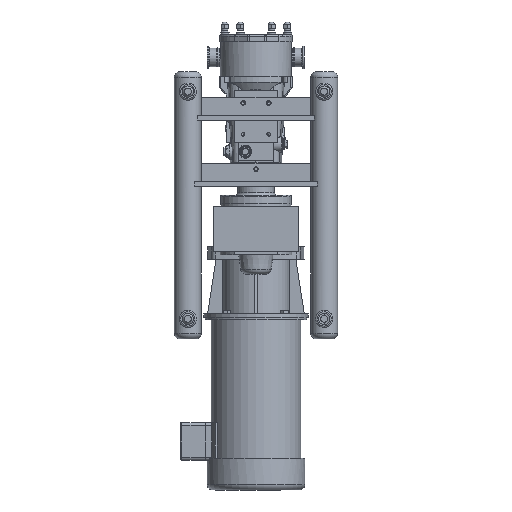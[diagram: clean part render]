
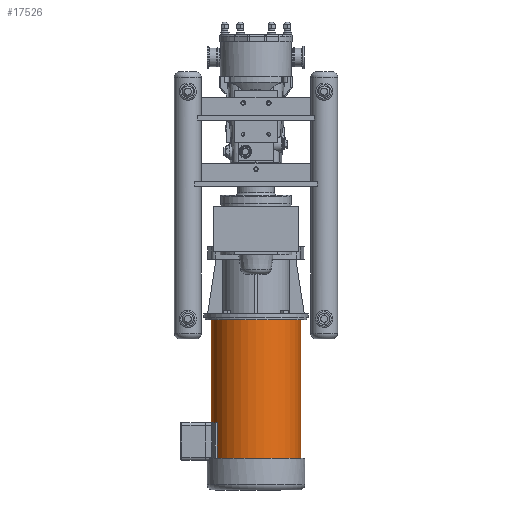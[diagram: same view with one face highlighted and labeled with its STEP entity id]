
A CAD part, front view. The second image highlights one B-rep face of the part: STEP entity #17526.
In plain terms, the highlighted cylindrical face has radius 99.771 mm (diameter 199.542 mm), a full revolution.
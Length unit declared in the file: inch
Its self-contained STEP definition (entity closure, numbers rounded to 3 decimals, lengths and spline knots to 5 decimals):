
#936=CIRCLE('',#18564,3.928);
#971=CIRCLE('',#18628,3.928);
#972=CIRCLE('',#18629,3.928);
#973=CIRCLE('',#18631,3.928);
#1895=CYLINDRICAL_SURFACE('',#18632,3.928);
#2342=FACE_OUTER_BOUND('',#3363,.T.);
#3363=EDGE_LOOP('',(#12450,#12451,#12452,#12453,#12454,#12455,#12456,#12457));
#4581=LINE('',#27643,#5901);
#4588=LINE('',#27660,#5908);
#4589=LINE('',#27668,#5909);
#5901=VECTOR('',#21255,0.3937);
#5908=VECTOR('',#21274,0.3937);
#5909=VECTOR('',#21287,3.928);
#7207=VERTEX_POINT('',#27420);
#7253=VERTEX_POINT('',#27640);
#7254=VERTEX_POINT('',#27642);
#7257=VERTEX_POINT('',#27656);
#7258=VERTEX_POINT('',#27658);
#7259=VERTEX_POINT('',#27662);
#9152=EDGE_CURVE('',#7207,#7207,#936,.T.);
#9225=EDGE_CURVE('',#7254,#7253,#4581,.T.);
#9234=EDGE_CURVE('',#7257,#7258,#4588,.T.);
#9235=EDGE_CURVE('',#7259,#7254,#971,.T.);
#9236=EDGE_CURVE('',#7258,#7259,#972,.T.);
#9237=EDGE_CURVE('',#7253,#7257,#973,.T.);
#9238=EDGE_CURVE('',#7207,#7259,#4589,.T.);
#12450=ORIENTED_EDGE('',*,*,#9152,.T.);
#12451=ORIENTED_EDGE('',*,*,#9238,.T.);
#12452=ORIENTED_EDGE('',*,*,#9235,.T.);
#12453=ORIENTED_EDGE('',*,*,#9225,.T.);
#12454=ORIENTED_EDGE('',*,*,#9237,.T.);
#12455=ORIENTED_EDGE('',*,*,#9234,.T.);
#12456=ORIENTED_EDGE('',*,*,#9236,.T.);
#12457=ORIENTED_EDGE('',*,*,#9238,.F.);
#17526=ADVANCED_FACE('',(#2342),#1895,.T.);
#18564=AXIS2_PLACEMENT_3D('',#27421,#21107,#21108);
#18628=AXIS2_PLACEMENT_3D('',#27663,#21277,#21278);
#18629=AXIS2_PLACEMENT_3D('',#27664,#21279,#21280);
#18631=AXIS2_PLACEMENT_3D('',#27666,#21283,#21284);
#18632=AXIS2_PLACEMENT_3D('',#27667,#21285,#21286);
#21107=DIRECTION('center_axis',(0.,0.,
-1.));
#21108=DIRECTION('ref_axis',(1.,0.,0.));
#21255=DIRECTION('',(0.,0.,-1.));
#21274=DIRECTION('',(0.,0.,1.));
#21277=DIRECTION('center_axis',(0.,0.,
1.));
#21278=DIRECTION('ref_axis',(1.,0.,0.));
#21279=DIRECTION('center_axis',(0.,0.,
1.));
#21280=DIRECTION('ref_axis',(1.,0.,0.));
#21283=DIRECTION('center_axis',(0.,0.,
1.));
#21284=DIRECTION('ref_axis',(0.,-1.,0.));
#21285=DIRECTION('center_axis',(0.,0.,
1.));
#21286=DIRECTION('ref_axis',(1.,0.,0.));
#21287=DIRECTION('',(0.,0.,-1.));
#27420=CARTESIAN_POINT('',(-3.928,4.137,-24.49));
#27421=CARTESIAN_POINT('Origin',(0.,4.137,
-24.49));
#27640=CARTESIAN_POINT('',(-3.40175,2.173,-36.648));
#27642=CARTESIAN_POINT('',(-3.40175,2.173,-33.522));
#27643=CARTESIAN_POINT('',(-3.40175,2.173,-30.4615));
#27656=CARTESIAN_POINT('',(-3.40175,6.101,-36.648));
#27658=CARTESIAN_POINT('',(-3.40175,6.101,-33.522));
#27660=CARTESIAN_POINT('',(-3.40175,6.101,-30.4615));
#27662=CARTESIAN_POINT('',(-3.928,4.137,-33.522));
#27663=CARTESIAN_POINT('Origin',(0.,4.137,
-33.522));
#27664=CARTESIAN_POINT('Origin',(0.,4.137,
-33.522));
#27666=CARTESIAN_POINT('Origin',(0.,4.137,
-36.648));
#27667=CARTESIAN_POINT('Origin',(0.,4.137,
-30.4615));
#27668=CARTESIAN_POINT('',(-3.928,4.137,-30.4615));
